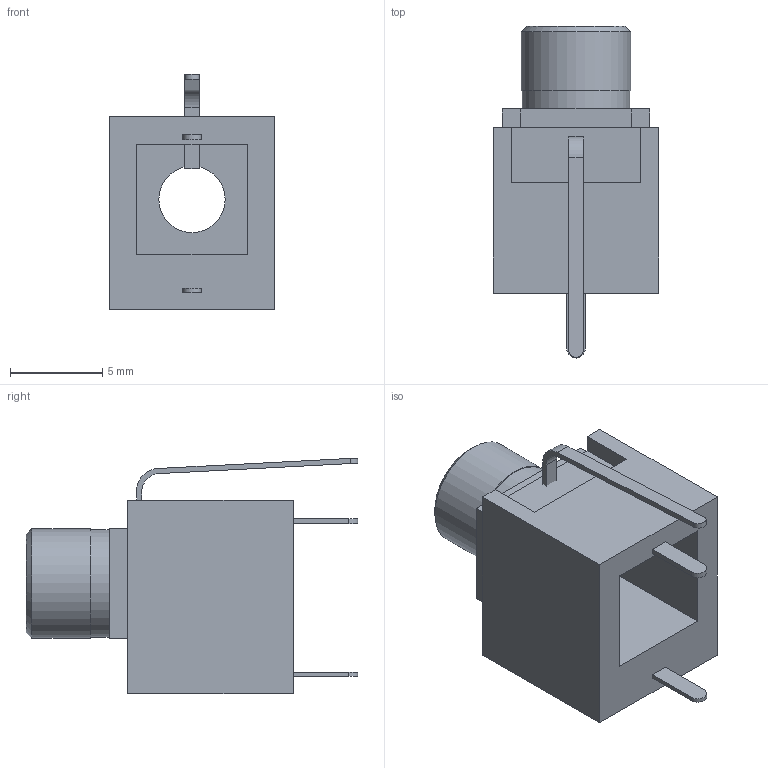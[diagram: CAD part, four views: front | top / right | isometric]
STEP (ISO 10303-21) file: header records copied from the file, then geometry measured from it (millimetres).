
FILE_DESCRIPTION(/* description */ (''),/* implementation_level */ '2;1');
FILE_NAME(/* name */ 'PJ398SM v17.step',/* time_stamp */ '2018-11-06T17:26:32+08:00',/* author */ (''),/* organization */ (''),/* preprocessor_version */ 'ST-DEVELOPER v17.2',/* originating_system */ 'Autodesk Translation Framework v7.6.0.251',/* authorisation */ '');
FILE_SCHEMA (('AUTOMOTIVE_DESIGN { 1 0 10303 214 3 1 1 }'));
Length unit declared in the file: millimetre
Products named in the file (4): PJ398SM; Body; Barrel; Pins
Assembly tree (3 placements, depth 2):
  PJ398SM
    Body
    Barrel
    Pins
Bounding box: 9 x 18 x 12.8 mm (x, y, z)
Volume: 609.6 mm3; surface area: 1037.3 mm2
Topology: 6 solids, 6 shells, 63 faces, 144 edges, 94 vertices
Faces by surface type: plane 52, cylinder 9, cone 2
Full cylindrical faces by diameter (mm): 3.6 x2, 5.83 x1, 5.927 x1
Entity records: 1908 total; most frequent: CARTESIAN_POINT 309, DIRECTION 306, ORIENTED_EDGE 288, EDGE_CURVE 144, LINE 124, VECTOR 124, VERTEX_POINT 94, AXIS2_PLACEMENT_3D 91
